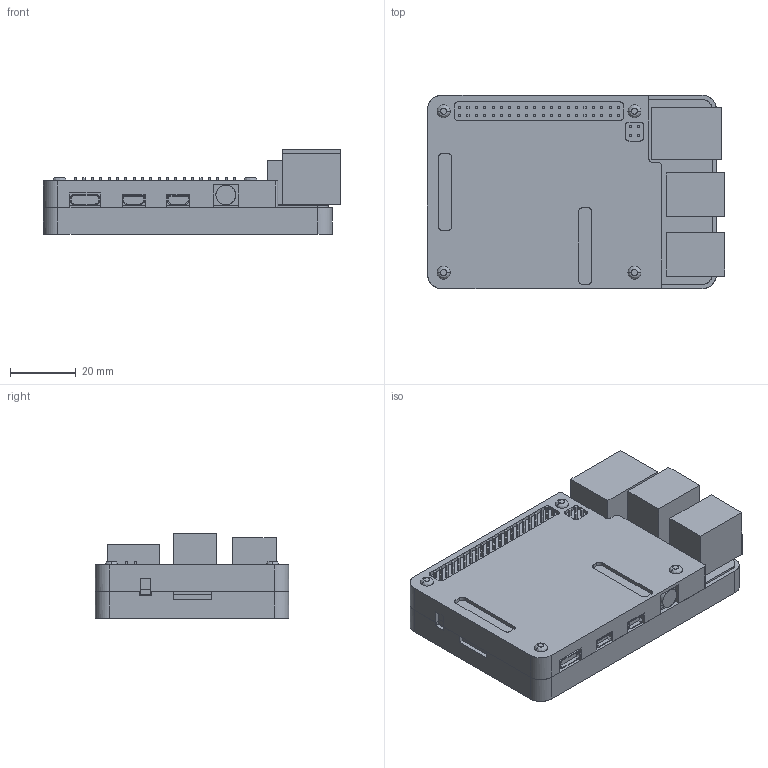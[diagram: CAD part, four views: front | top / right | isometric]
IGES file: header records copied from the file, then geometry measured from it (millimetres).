
Start section: SolidWorks IGES file using analytic representation for surfaces
Global section: file name: ASBC1RPI4.IGS; native system: SolidWorks 2012; preprocessor: SolidWorks 2012; author: Dean; date: 220421.013911; units: inch
Bounding box: 90.26 x 58.79 x 25.75 mm (x, y, z)
Surface area: 25437.9 mm2 (no closed solid volume)
Topology: 0 solids, 0 shells, 417 faces, 2692 edges, 2692 vertices
Faces by surface type: bspline 354, revolution 63
